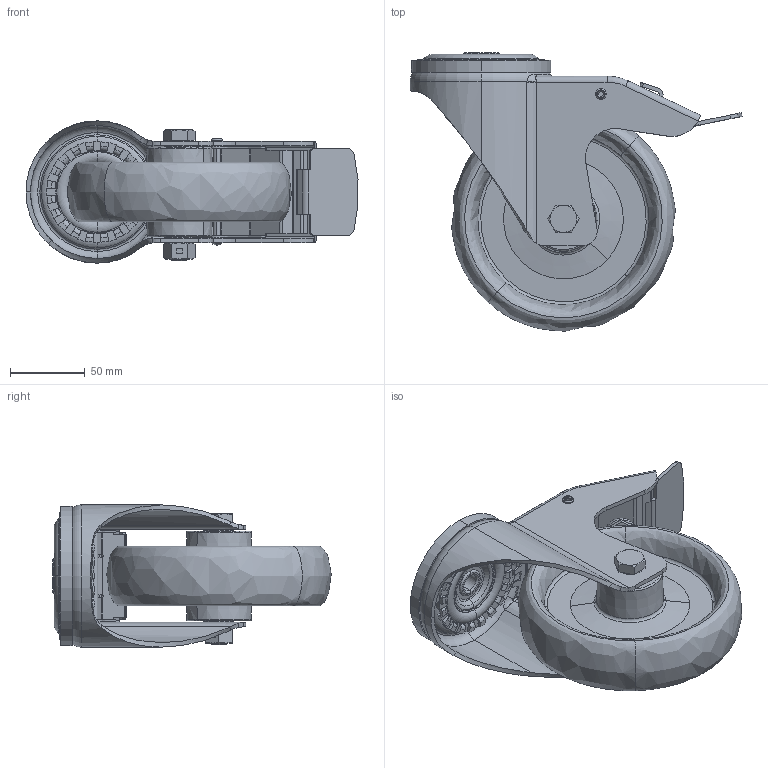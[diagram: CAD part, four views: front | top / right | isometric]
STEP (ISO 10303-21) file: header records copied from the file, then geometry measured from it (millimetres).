
FILE_DESCRIPTION (( 'STEP AP214' ), '1' );
FILE_NAME ('0056056.step', '2023-06-21T09:18:44', ( '' ), ( '' ), 'SwSTEP 2.0', 'SolidWorks 2020', '' );
FILE_SCHEMA (( 'AUTOMOTIVE_DESIGN' ));
Length unit declared in the file: millimetre
Products named in the file (1): 0056056
Bounding box: 221.77 x 185.97 x 95 mm (x, y, z)
Volume: 555781 mm3; surface area: 220817.9 mm2
Topology: 18 solids, 19 shells, 1287 faces, 3230 edges, 1999 vertices
Faces by surface type: plane 539, cylinder 298, torus 211, cone 109, bspline 92, sphere 38
Entity records: 61171 total; most frequent: CARTESIAN_POINT 16423, DIRECTION 6417, ORIENTED_EDGE 6364, EDGE_CURVE 3182, AXIS2_PLACEMENT_3D 2469, VERTEX_POINT 1975, VECTOR 1479, LINE 1479
